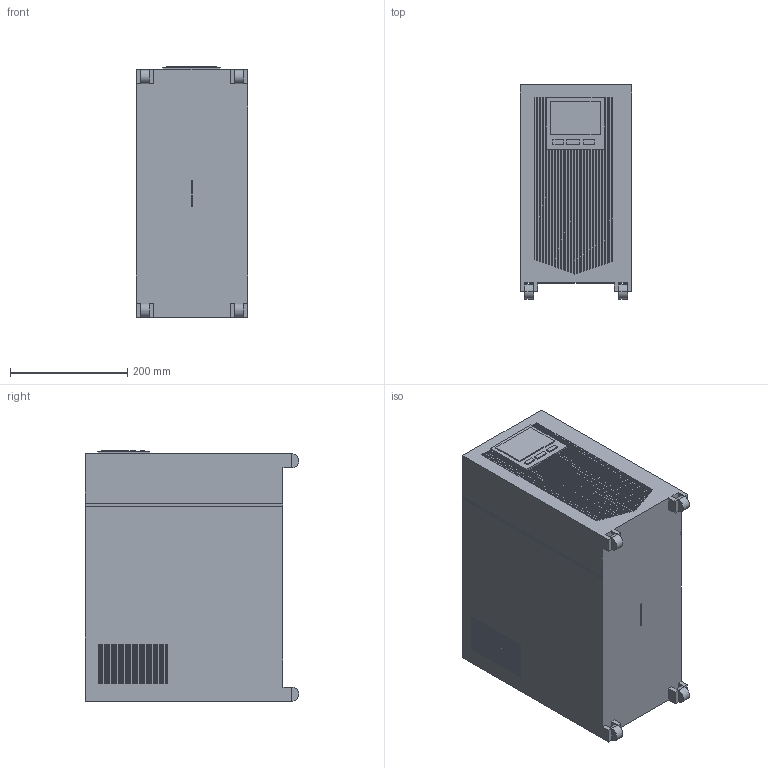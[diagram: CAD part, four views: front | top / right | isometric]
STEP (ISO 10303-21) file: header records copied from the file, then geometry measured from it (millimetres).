
FILE_DESCRIPTION (( 'STEP AP203' ), '1' );
FILE_NAME ('ÈÁÏ ñåðèè MPOT111 6 êÂÀ.STEP', '2023-10-13T09:39:30', ( '' ), ( '' ), 'SwSTEP 2.0', 'SolidWorks 2022', '' );
FILE_SCHEMA (( 'CONFIG_CONTROL_DESIGN' ));
Length unit declared in the file: millimetre
Products named in the file (1): ИБП серии MPOT111 6 кВА
Bounding box: 190 x 364.07 x 427 mm (x, y, z)
Volume: 27059604.1 mm3; surface area: 627660.1 mm2
Topology: 1 solids, 1 shells, 505 faces, 1263 edges, 833 vertices
Faces by surface type: plane 497, cylinder 8
Entity records: 14794 total; most frequent: CARTESIAN_POINT 2602, ORIENTED_EDGE 2526, DIRECTION 2291, EDGE_CURVE 1263, LINE 1247, VECTOR 1247, VERTEX_POINT 833, EDGE_LOOP 578
